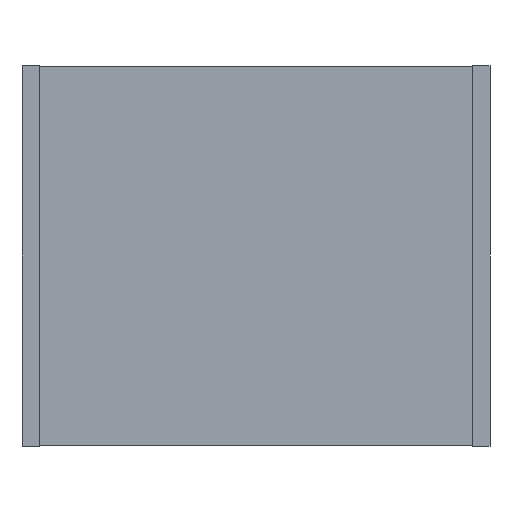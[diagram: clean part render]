
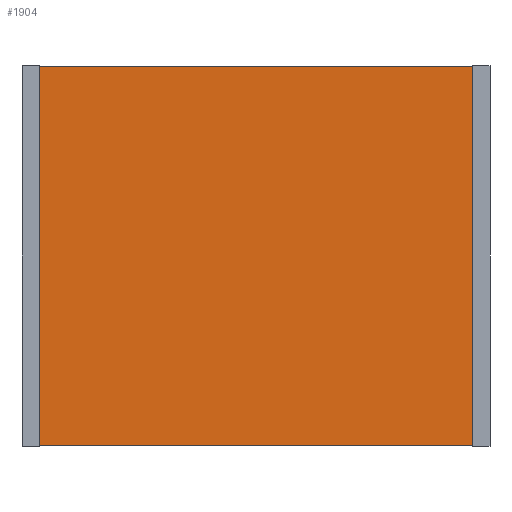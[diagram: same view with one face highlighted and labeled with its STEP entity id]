
A CAD part, front view. The second image highlights one B-rep face of the part: STEP entity #1904.
In plain terms, the highlighted planar face has unit normal (0, -1, 0).
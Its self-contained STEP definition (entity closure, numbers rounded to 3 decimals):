
#26 = VERTEX_POINT ( 'NONE', #1192 ) ;
#150 = ORIENTED_EDGE ( 'NONE', *, *, #865, .F. ) ;
#195 = LINE ( 'NONE', #1743, #1002 ) ;
#275 = DIRECTION ( 'NONE',  ( 0., -1., 0. ) ) ;
#328 = LINE ( 'NONE', #544, #1930 ) ;
#350 = DIRECTION ( 'NONE',  ( 1., 0., 0. ) ) ;
#439 = FACE_OUTER_BOUND ( 'NONE', #636, .T. ) ;
#499 = LINE ( 'NONE', #2270, #2137 ) ;
#500 = ORIENTED_EDGE ( 'NONE', *, *, #1018, .T. ) ;
#530 = DIRECTION ( 'NONE',  ( -1., 0., 0. ) ) ;
#544 = CARTESIAN_POINT ( 'NONE',  ( 12.89, 0., 0. ) ) ;
#636 = EDGE_LOOP ( 'NONE', ( #950, #1599, #150, #500 ) ) ;
#822 = CARTESIAN_POINT ( 'NONE',  ( 0., 0., 0. ) ) ;
#865 = EDGE_CURVE ( 'NONE', #26, #1954, #901, .T. ) ;
#901 = LINE ( 'NONE', #1307, #1609 ) ;
#950 = ORIENTED_EDGE ( 'NONE', *, *, #2061, .F. ) ;
#1002 = VECTOR ( 'NONE', #1184, 1000. ) ;
#1018 = EDGE_CURVE ( 'NONE', #26, #1361, #195, .T. ) ;
#1184 = DIRECTION ( 'NONE',  ( 0., 0., -1. ) ) ;
#1192 = CARTESIAN_POINT ( 'NONE',  ( 0.49, 0., 0. ) ) ;
#1307 = CARTESIAN_POINT ( 'NONE',  ( 0., 0., 0. ) ) ;
#1361 = VERTEX_POINT ( 'NONE', #2189 ) ;
#1437 = CARTESIAN_POINT ( 'NONE',  ( 12.89, 0., 0. ) ) ;
#1599 = ORIENTED_EDGE ( 'NONE', *, *, #1703, .T. ) ;
#1601 = DIRECTION ( 'NONE',  ( 0., 0., -1. ) ) ;
#1609 = VECTOR ( 'NONE', #350, 1000. ) ;
#1703 = EDGE_CURVE ( 'NONE', #1757, #1954, #328, .T. ) ;
#1743 = CARTESIAN_POINT ( 'NONE',  ( 0.49, 0., 0. ) ) ;
#1757 = VERTEX_POINT ( 'NONE', #2162 ) ;
#1869 = DIRECTION ( 'NONE',  ( 0., 0., 1. ) ) ;
#1904 = ADVANCED_FACE ( 'NONE', ( #439 ), #1980, .T. ) ;
#1930 = VECTOR ( 'NONE', #1869, 1000. ) ;
#1932 = AXIS2_PLACEMENT_3D ( 'NONE', #822, #275, #1601 ) ;
#1954 = VERTEX_POINT ( 'NONE', #1437 ) ;
#1980 = PLANE ( 'NONE',  #1932 ) ;
#2061 = EDGE_CURVE ( 'NONE', #1757, #1361, #499, .T. ) ;
#2137 = VECTOR ( 'NONE', #530, 1000. ) ;
#2162 = CARTESIAN_POINT ( 'NONE',  ( 12.89, 0., -10.88 ) ) ;
#2189 = CARTESIAN_POINT ( 'NONE',  ( 0.49, 0., -10.88 ) ) ;
#2270 = CARTESIAN_POINT ( 'NONE',  ( 0., 0., -10.88 ) ) ;
